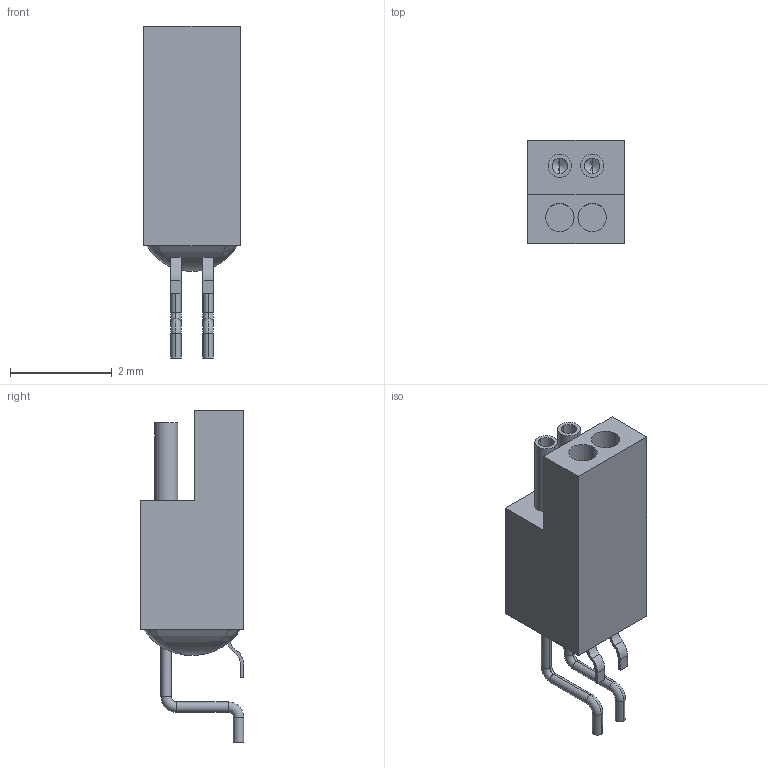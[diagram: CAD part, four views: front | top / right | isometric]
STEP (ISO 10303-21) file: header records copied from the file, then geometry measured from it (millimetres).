
FILE_DESCRIPTION (( 'STEP AP214' ), '1' );
FILE_NAME ('A79603-001 REV E.STEP', '2015-11-06T14:23:44', ( '' ), ( '' ), 'SwSTEP 2.0', 'SolidWorks 2015', '' );
FILE_SCHEMA (( 'AUTOMOTIVE_DESIGN' ));
Length unit declared in the file: inch
Products named in the file (1): A79603-001
Bounding box: 1.91 x 2.03 x 6.53 mm (x, y, z)
Volume: 12.1 mm3; surface area: 70.1 mm2
Topology: 1 solids, 1 shells, 76 faces, 180 edges, 107 vertices
Faces by surface type: cylinder 36, plane 24, torus 8, cone 4, bspline 4
Entity records: 2391 total; most frequent: CARTESIAN_POINT 643, DIRECTION 368, ORIENTED_EDGE 344, EDGE_CURVE 172, AXIS2_PLACEMENT_3D 145, VERTEX_POINT 107, EDGE_LOOP 85, VECTOR 78
